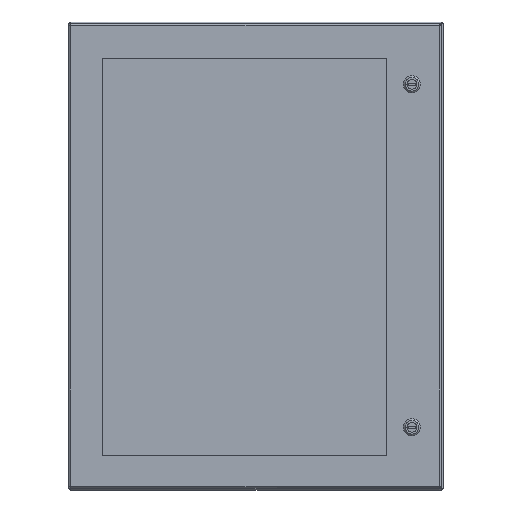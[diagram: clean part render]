
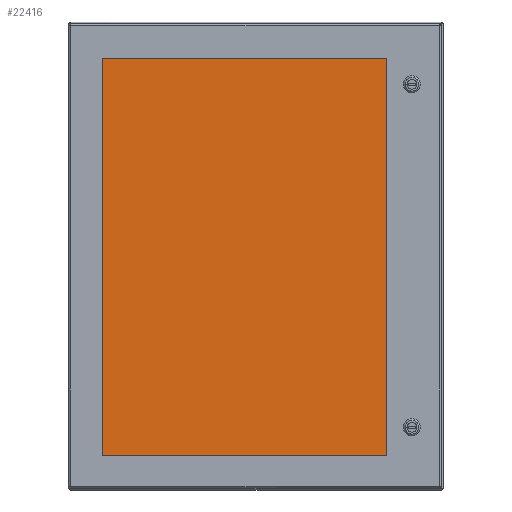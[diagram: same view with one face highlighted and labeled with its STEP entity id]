
A CAD part, top view. The second image highlights one B-rep face of the part: STEP entity #22416.
In plain terms, the highlighted planar face has unit normal (0, 0, 1).
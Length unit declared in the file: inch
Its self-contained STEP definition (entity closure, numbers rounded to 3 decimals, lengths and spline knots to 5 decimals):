
#22274=CARTESIAN_POINT('',(0.0,0.0,0.25));
#22275=VERTEX_POINT('',#22274);
#22276=CARTESIAN_POINT('',(0.,26.5,0.25));
#22277=VERTEX_POINT('',#22276);
#22278=CARTESIAN_POINT('',(0.0,0.0,0.25));
#22279=DIRECTION('',(0.0,1.0,0.0));
#22280=VECTOR('',#22279,26.5);
#22281=LINE('',#22278,#22280);
#22282=EDGE_CURVE('',#22275,#22277,#22281,.T.);
#22314=CARTESIAN_POINT('',(19.25,26.5,0.25));
#22315=VERTEX_POINT('',#22314);
#22316=CARTESIAN_POINT('',(0.,26.5,0.25));
#22317=DIRECTION('',(1.0,0.0,0.0));
#22318=VECTOR('',#22317,19.25);
#22319=LINE('',#22316,#22318);
#22320=EDGE_CURVE('',#22277,#22315,#22319,.T.);
#22345=CARTESIAN_POINT('',(19.25,0.,0.25));
#22346=VERTEX_POINT('',#22345);
#22347=CARTESIAN_POINT('',(19.25,26.5,0.25));
#22348=DIRECTION('',(0.0,-1.0,0.0));
#22349=VECTOR('',#22348,26.5);
#22350=LINE('',#22347,#22349);
#22351=EDGE_CURVE('',#22315,#22346,#22350,.T.);
#22376=CARTESIAN_POINT('',(19.25,0.,0.25));
#22377=DIRECTION('',(-1.0,0.0,0.0));
#22378=VECTOR('',#22377,19.25);
#22379=LINE('',#22376,#22378);
#22380=EDGE_CURVE('',#22346,#22275,#22379,.T.);
#22405=CARTESIAN_POINT('',(9.625,13.25,0.25));
#22406=DIRECTION('',(0.0,0.0,1.0));
#22407=DIRECTION('',(1.0,0.0,0.0));
#22408=AXIS2_PLACEMENT_3D('',#22405,#22406,#22407);
#22409=PLANE('',#22408);
#22410=ORIENTED_EDGE('',*,*,#22282,.F.);
#22411=ORIENTED_EDGE('',*,*,#22380,.F.);
#22412=ORIENTED_EDGE('',*,*,#22351,.F.);
#22413=ORIENTED_EDGE('',*,*,#22320,.F.);
#22414=EDGE_LOOP('',(#22410,#22411,#22412,#22413));
#22415=FACE_OUTER_BOUND('',#22414,.T.);
#22416=ADVANCED_FACE('',(#22415),#22409,.T.);
